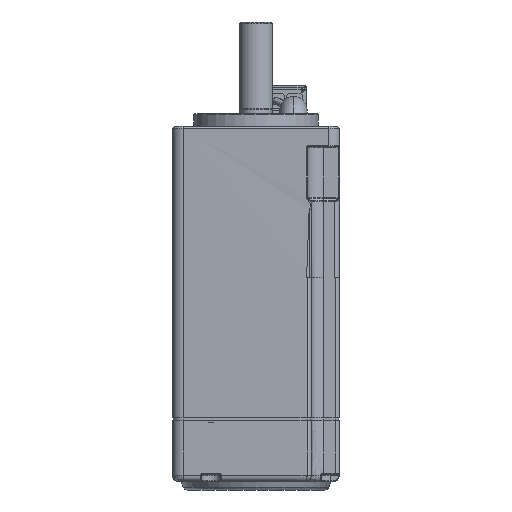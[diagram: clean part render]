
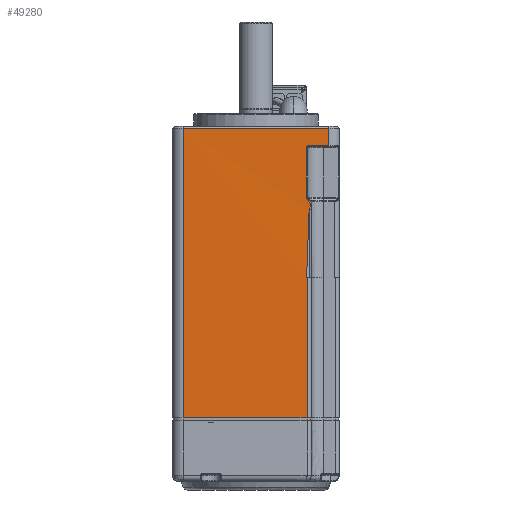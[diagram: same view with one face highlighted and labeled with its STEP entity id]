
A CAD part, front view. The second image highlights one B-rep face of the part: STEP entity #49280.
In plain terms, the highlighted planar face has unit normal (0, -1, 0).
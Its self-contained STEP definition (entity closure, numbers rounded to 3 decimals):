
#5897=CARTESIAN_POINT('',(12.26,-20.,-89.6));
#5898=VERTEX_POINT('',#5897);
#5906=CARTESIAN_POINT('',(-17.5,-20.,-89.6));
#5907=VERTEX_POINT('',#5906);
#5908=CARTESIAN_POINT('',(12.26,-20.,-89.6));
#5909=DIRECTION('',(-1.,0.,0.));
#5910=VECTOR('',#5909,29.76);
#5911=LINE('',#5908,#5910);
#5912=EDGE_CURVE('',#5898,#5907,#5911,.T.);
#6133=CARTESIAN_POINT('',(12.26,-20.,-55.9));
#6134=VERTEX_POINT('',#6133);
#6142=CARTESIAN_POINT('',(12.26,-20.,-55.9));
#6143=DIRECTION('',(0.,0.,-1.));
#6144=VECTOR('',#6143,33.7);
#6145=LINE('',#6142,#6144);
#6146=EDGE_CURVE('',#6134,#5898,#6145,.T.);
#48664=CARTESIAN_POINT('',(-17.5,-20.,-20.));
#48665=VERTEX_POINT('',#48664);
#48666=CARTESIAN_POINT('',(-17.5,-20.,-20.));
#48667=DIRECTION('',(0.,0.,-1.));
#48668=VECTOR('',#48667,69.6);
#48669=LINE('',#48666,#48668);
#48670=EDGE_CURVE('',#48665,#5907,#48669,.T.);
#49019=CARTESIAN_POINT('',(12.87,-19.899,-39.5));
#49020=VERTEX_POINT('',#49019);
#49029=CARTESIAN_POINT('',(12.758,-19.925,-39.5));
#49030=VERTEX_POINT('',#49029);
#49039=CARTESIAN_POINT('',(12.16,-20.,-55.9));
#49040=VERTEX_POINT('',#49039);
#49041=CARTESIAN_POINT('',(12.801,-20.,-39.5));
#49042=DIRECTION('',(-0.039,0.,-0.999));
#49043=VECTOR('',#49042,16.413);
#49044=LINE('',#49041,#49043);
#49045=EDGE_CURVE('',#49030,#49040,#49044,.T.);
#49047=CARTESIAN_POINT('',(12.16,-20.,-55.9));
#49048=DIRECTION('',(1.,0.,0.));
#49049=VECTOR('',#49048,0.1);
#49050=LINE('',#49047,#49049);
#49051=EDGE_CURVE('',#49040,#6134,#49050,.T.);
#49198=CARTESIAN_POINT('',(0.,-20.,-54.8));
#49199=DIRECTION('',(0.,0.,1.));
#49200=DIRECTION('',(0.,-1.,0.));
#49201=AXIS2_PLACEMENT_3D('',#49198,#49200,#49199);
#49202=PLANE('',#49201);
#49203=CARTESIAN_POINT('',(12.163,-20.,-36.633));
#49204=VERTEX_POINT('',#49203);
#49205=CARTESIAN_POINT('',(12.16,-20.,-36.573));
#49206=VERTEX_POINT('',#49205);
#49207=CARTESIAN_POINT('',(12.76,-20.,-36.573));
#49208=DIRECTION('',(-0.995,0.,-0.101));
#49209=DIRECTION('',(0.,1.,0.));
#49210=AXIS2_PLACEMENT_3D('',#49207,#49209,#49208);
#49211=CIRCLE('',#49210,0.6);
#49212=EDGE_CURVE('',#49204,#49206,#49211,.T.);
#49213=ORIENTED_EDGE('',*,*,#49212,.T.);
#49214=CARTESIAN_POINT('',(12.16,-20.,-24.7));
#49215=VERTEX_POINT('',#49214);
#49216=CARTESIAN_POINT('',(12.16,-20.,-36.573));
#49217=DIRECTION('',(0.,0.,1.));
#49218=VECTOR('',#49217,11.873);
#49219=LINE('',#49216,#49218);
#49220=EDGE_CURVE('',#49206,#49215,#49219,.T.);
#49221=ORIENTED_EDGE('',*,*,#49220,.T.);
#49222=CARTESIAN_POINT('',(12.66,-20.,-24.2));
#49223=VERTEX_POINT('',#49222);
#49224=CARTESIAN_POINT('',(12.66,-20.,-24.7));
#49225=DIRECTION('',(-1.,0.,0.));
#49226=DIRECTION('',(-0.,1.,0.));
#49227=AXIS2_PLACEMENT_3D('',#49224,#49226,#49225);
#49228=CIRCLE('',#49227,0.5);
#49229=EDGE_CURVE('',#49215,#49223,#49228,.T.);
#49230=ORIENTED_EDGE('',*,*,#49229,.T.);
#49231=CARTESIAN_POINT('',(17.5,-20.,-24.2));
#49232=VERTEX_POINT('',#49231);
#49233=CARTESIAN_POINT('',(12.66,-20.,-24.2));
#49234=DIRECTION('',(1.,0.,0.));
#49235=VECTOR('',#49234,4.84);
#49236=LINE('',#49233,#49235);
#49237=EDGE_CURVE('',#49223,#49232,#49236,.T.);
#49238=ORIENTED_EDGE('',*,*,#49237,.T.);
#49239=CARTESIAN_POINT('',(17.5,-20.,-20.));
#49240=VERTEX_POINT('',#49239);
#49241=CARTESIAN_POINT('',(17.5,-20.,-24.2));
#49242=DIRECTION('',(0.,0.,1.));
#49243=VECTOR('',#49242,4.2);
#49244=LINE('',#49241,#49243);
#49245=EDGE_CURVE('',#49232,#49240,#49244,.T.);
#49246=ORIENTED_EDGE('',*,*,#49245,.T.);
#49247=CARTESIAN_POINT('',(17.5,-20.,-20.));
#49248=DIRECTION('',(-1.,0.,0.));
#49249=VECTOR('',#49248,35.);
#49250=LINE('',#49247,#49249);
#49251=EDGE_CURVE('',#49240,#48665,#49250,.T.);
#49252=ORIENTED_EDGE('',*,*,#49251,.T.);
#49253=ORIENTED_EDGE('',*,*,#48670,.T.);
#49254=ORIENTED_EDGE('',*,*,#5912,.F.);
#49255=ORIENTED_EDGE('',*,*,#6146,.F.);
#49256=ORIENTED_EDGE('',*,*,#49051,.F.);
#49257=ORIENTED_EDGE('',*,*,#49045,.F.);
#49258=CARTESIAN_POINT('',(12.942,-20.,-39.5));
#49259=DIRECTION('',(-1.,0.,0.));
#49260=VECTOR('',#49259,0.141);
#49261=LINE('',#49258,#49260);
#49262=EDGE_CURVE('',#49020,#49030,#49261,.T.);
#49263=ORIENTED_EDGE('',*,*,#49262,.F.);
#49264=CARTESIAN_POINT('',(13.125,-20.,-38.345));
#49265=VERTEX_POINT('',#49264);
#49266=CARTESIAN_POINT('',(12.987,-20.,-38.341));
#49267=DIRECTION('',(-0.039,0.,-0.999));
#49268=VECTOR('',#49267,1.16);
#49269=LINE('',#49266,#49268);
#49270=EDGE_CURVE('',#49265,#49020,#49269,.T.);
#49271=ORIENTED_EDGE('',*,*,#49270,.F.);
#49272=CARTESIAN_POINT('',(12.987,-20.,-38.341));
#49273=DIRECTION('',(-0.435,0.,0.901));
#49274=VECTOR('',#49273,1.896);
#49275=LINE('',#49272,#49274);
#49276=EDGE_CURVE('',#49265,#49204,#49275,.T.);
#49277=ORIENTED_EDGE('',*,*,#49276,.T.);
#49278=EDGE_LOOP('',(#49213,#49221,#49230,#49238,#49246,#49252,#49253,#49254,#49255,#49256,#49257,#49263,#49271,#49277));
#49279=FACE_OUTER_BOUND('',#49278,.T.);
#49280=ADVANCED_FACE('',(#49279),#49202,.T.);
